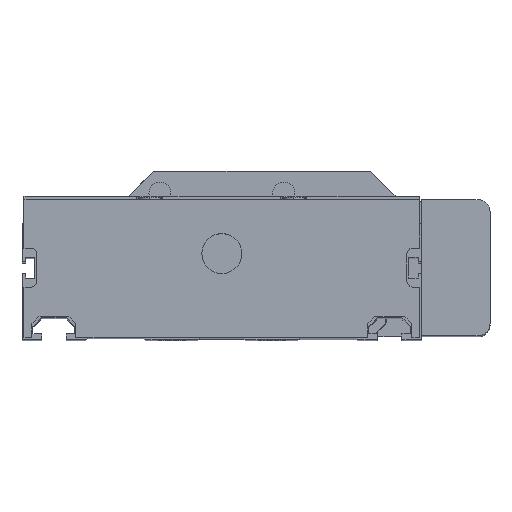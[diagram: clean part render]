
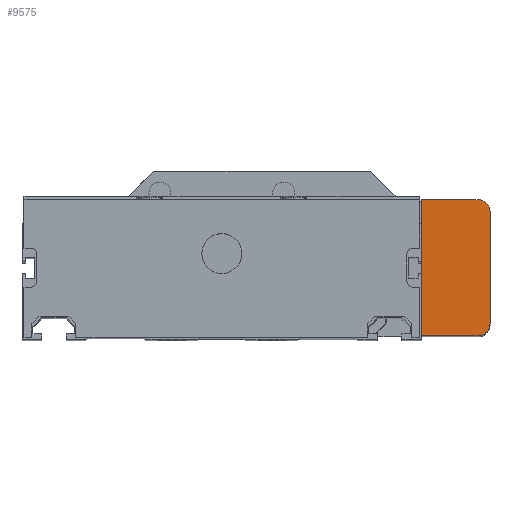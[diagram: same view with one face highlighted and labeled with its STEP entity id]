
A CAD part, top view. The second image highlights one B-rep face of the part: STEP entity #9575.
In plain terms, the highlighted planar face has unit normal (0, 0, 1).
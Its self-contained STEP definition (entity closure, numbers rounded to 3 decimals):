
#167 = ORIENTED_EDGE ( 'NONE', *, *, #15407, .T. ) ;
#283 = DIRECTION ( 'NONE',  ( 0., 0., 1. ) ) ;
#479 = PLANE ( 'NONE',  #21156 ) ;
#690 = CARTESIAN_POINT ( 'NONE',  ( 50., 13.5, 189.7 ) ) ;
#730 = CARTESIAN_POINT ( 'NONE',  ( 50., -20.5, 189.7 ) ) ;
#984 = LINE ( 'NONE', #5325, #16405 ) ;
#2182 = CARTESIAN_POINT ( 'NONE',  ( 64.1, -20.5, 189.7 ) ) ;
#2203 = CARTESIAN_POINT ( 'NONE',  ( 64.1, -20.5, 189.7 ) ) ;
#2328 = FACE_OUTER_BOUND ( 'NONE', #25042, .T. ) ;
#2456 = DIRECTION ( 'NONE',  ( 0., 0., 1. ) ) ;
#2825 = VERTEX_POINT ( 'NONE', #730 ) ;
#4343 = VERTEX_POINT ( 'NONE', #2203 ) ;
#5325 = CARTESIAN_POINT ( 'NONE',  ( 50., 13.5, 189.7 ) ) ;
#5394 = LINE ( 'NONE', #11417, #18338 ) ;
#5400 = EDGE_CURVE ( 'NONE', #2825, #4343, #18582, .T. ) ;
#5482 = CARTESIAN_POINT ( 'NONE',  ( 64.1, -17.5, 189.7 ) ) ;
#5937 = CIRCLE ( 'NONE', #14744, 3. ) ;
#6226 = ORIENTED_EDGE ( 'NONE', *, *, #21090, .T. ) ;
#6423 = EDGE_CURVE ( 'NONE', #4343, #8715, #5937, .T. ) ;
#6766 = EDGE_CURVE ( 'NONE', #14806, #2825, #984, .T. ) ;
#7016 = EDGE_CURVE ( 'NONE', #11615, #14806, #16584, .T. ) ;
#8715 = VERTEX_POINT ( 'NONE', #11029 ) ;
#8783 = ORIENTED_EDGE ( 'NONE', *, *, #6423, .T. ) ;
#9551 = DIRECTION ( 'NONE',  ( 0., 0., 1. ) ) ;
#9575 = ADVANCED_FACE ( 'NONE', ( #2328 ), #479, .T. ) ;
#9823 = ORIENTED_EDGE ( 'NONE', *, *, #5400, .T. ) ;
#10200 = DIRECTION ( 'NONE',  ( 1., 0., 0. ) ) ;
#10342 = CARTESIAN_POINT ( 'NONE',  ( 47.9, -6.75, 189.7 ) ) ;
#11029 = CARTESIAN_POINT ( 'NONE',  ( 67.1, -17.5, 189.7 ) ) ;
#11107 = CARTESIAN_POINT ( 'NONE',  ( 67.1, 10.5, 189.7 ) ) ;
#11227 = DIRECTION ( 'NONE',  ( 0., -1., 0. ) ) ;
#11417 = CARTESIAN_POINT ( 'NONE',  ( 67.1, 10.5, 189.7 ) ) ;
#11508 = DIRECTION ( 'NONE',  ( 1., 0., 0. ) ) ;
#11615 = VERTEX_POINT ( 'NONE', #21011 ) ;
#12226 = VECTOR ( 'NONE', #22364, 1000. ) ;
#12614 = DIRECTION ( 'NONE',  ( 1., 0., 0. ) ) ;
#13064 = CIRCLE ( 'NONE', #24811, 3. ) ;
#14744 = AXIS2_PLACEMENT_3D ( 'NONE', #5482, #9551, #11508 ) ;
#14806 = VERTEX_POINT ( 'NONE', #20839 ) ;
#15407 = EDGE_CURVE ( 'NONE', #8715, #23336, #5394, .T. ) ;
#16308 = ORIENTED_EDGE ( 'NONE', *, *, #6766, .T. ) ;
#16405 = VECTOR ( 'NONE', #11227, 1000. ) ;
#16584 = LINE ( 'NONE', #690, #12226 ) ;
#17708 = DIRECTION ( 'NONE',  ( 0., 1., 0. ) ) ;
#18338 = VECTOR ( 'NONE', #17708, 1000. ) ;
#18465 = DIRECTION ( 'NONE',  ( 1., 0., 0. ) ) ;
#18582 = LINE ( 'NONE', #2182, #20985 ) ;
#20464 = ORIENTED_EDGE ( 'NONE', *, *, #7016, .T. ) ;
#20839 = CARTESIAN_POINT ( 'NONE',  ( 50., 13.5, 189.7 ) ) ;
#20985 = VECTOR ( 'NONE', #10200, 1000. ) ;
#21011 = CARTESIAN_POINT ( 'NONE',  ( 64.1, 13.5, 189.7 ) ) ;
#21090 = EDGE_CURVE ( 'NONE', #23336, #11615, #13064, .T. ) ;
#21156 = AXIS2_PLACEMENT_3D ( 'NONE', #10342, #2456, #18465 ) ;
#22203 = CARTESIAN_POINT ( 'NONE',  ( 64.1, 10.5, 189.7 ) ) ;
#22364 = DIRECTION ( 'NONE',  ( -1., 0., 0. ) ) ;
#23336 = VERTEX_POINT ( 'NONE', #11107 ) ;
#24811 = AXIS2_PLACEMENT_3D ( 'NONE', #22203, #283, #12614 ) ;
#25042 = EDGE_LOOP ( 'NONE', ( #6226, #20464, #16308, #9823, #8783, #167 ) ) ;
